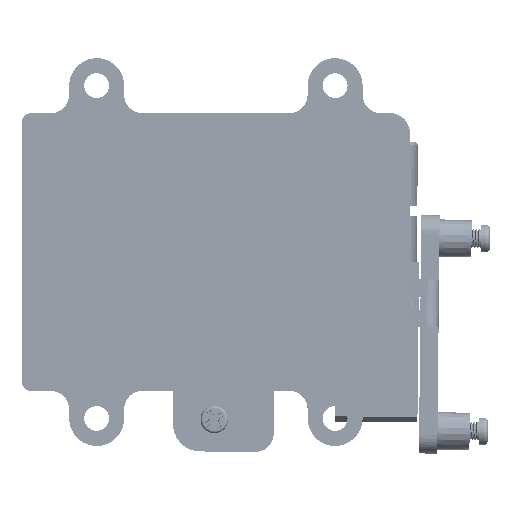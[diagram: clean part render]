
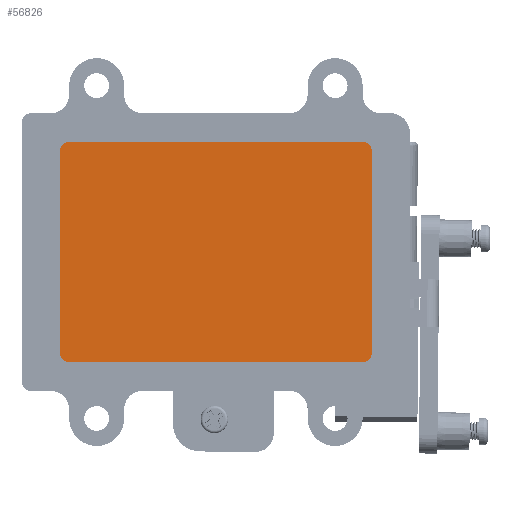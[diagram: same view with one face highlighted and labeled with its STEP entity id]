
A CAD part, front view. The second image highlights one B-rep face of the part: STEP entity #56826.
In plain terms, the highlighted planar face has unit normal (0, -1, 0).
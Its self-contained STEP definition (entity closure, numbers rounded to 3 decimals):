
#348 = VECTOR ( 'NONE', #40964, 1000. ) ;
#1092 = CARTESIAN_POINT ( 'NONE',  ( -17., -2.85, -11. ) ) ;
#1344 = DIRECTION ( 'NONE',  ( 0., 0., 1. ) ) ;
#4785 = CIRCLE ( 'NONE', #52999, 1. ) ;
#5228 = ORIENTED_EDGE ( 'NONE', *, *, #36890, .T. ) ;
#5744 = CARTESIAN_POINT ( 'NONE',  ( 17., -2.85, -11. ) ) ;
#5930 = VERTEX_POINT ( 'NONE', #103720 ) ;
#10245 = EDGE_CURVE ( 'NONE', #16572, #14261, #15400, .T. ) ;
#13460 = DIRECTION ( 'NONE',  ( 0., 0., -1. ) ) ;
#14261 = VERTEX_POINT ( 'NONE', #95259 ) ;
#14896 = DIRECTION ( 'NONE',  ( 0., 0., 1. ) ) ;
#15400 = CIRCLE ( 'NONE', #30771, 1. ) ;
#16436 = ORIENTED_EDGE ( 'NONE', *, *, #73761, .T. ) ;
#16572 = VERTEX_POINT ( 'NONE', #47842 ) ;
#18612 = VERTEX_POINT ( 'NONE', #1092 ) ;
#19265 = AXIS2_PLACEMENT_3D ( 'NONE', #32507, #75107, #1344 ) ;
#22875 = ORIENTED_EDGE ( 'NONE', *, *, #91520, .T. ) ;
#26349 = ORIENTED_EDGE ( 'NONE', *, *, #94246, .T. ) ;
#29410 = VERTEX_POINT ( 'NONE', #62233 ) ;
#30771 = AXIS2_PLACEMENT_3D ( 'NONE', #107981, #98329, #14896 ) ;
#31906 = FACE_OUTER_BOUND ( 'NONE', #76199, .T. ) ;
#31974 = VECTOR ( 'NONE', #52387, 1000. ) ;
#32507 = CARTESIAN_POINT ( 'NONE',  ( 16., -2.85, 11. ) ) ;
#32634 = CIRCLE ( 'NONE', #67469, 1. ) ;
#33616 = ORIENTED_EDGE ( 'NONE', *, *, #119323, .T. ) ;
#34740 = CARTESIAN_POINT ( 'NONE',  ( 16., -2.85, 11. ) ) ;
#36021 = LINE ( 'NONE', #62044, #31974 ) ;
#36890 = EDGE_CURVE ( 'NONE', #14261, #18612, #94523, .T. ) ;
#36984 = AXIS2_PLACEMENT_3D ( 'NONE', #101594, #64689, #45939 ) ;
#40964 = DIRECTION ( 'NONE',  ( 0., 0., 1. ) ) ;
#41919 = EDGE_CURVE ( 'NONE', #81276, #88274, #4785, .T. ) ;
#42415 = VERTEX_POINT ( 'NONE', #117274 ) ;
#45939 = DIRECTION ( 'NONE',  ( 0., 0., 1. ) ) ;
#47122 = DIRECTION ( 'NONE',  ( 1., 0., 0. ) ) ;
#47842 = CARTESIAN_POINT ( 'NONE',  ( -16., -2.85, 12. ) ) ;
#48859 = EDGE_CURVE ( 'NONE', #29410, #16572, #36021, .T. ) ;
#50680 = PLANE ( 'NONE',  #19265 ) ;
#51055 = ORIENTED_EDGE ( 'NONE', *, *, #41919, .T. ) ;
#52387 = DIRECTION ( 'NONE',  ( -1., 0., 0. ) ) ;
#52999 = AXIS2_PLACEMENT_3D ( 'NONE', #86635, #96296, #13460 ) ;
#56826 = ADVANCED_FACE ( 'NONE', ( #31906 ), #50680, .F. ) ;
#58827 = CARTESIAN_POINT ( 'NONE',  ( -17., -2.85, -11. ) ) ;
#61494 = CARTESIAN_POINT ( 'NONE',  ( 17., -2.85, -11. ) ) ;
#62044 = CARTESIAN_POINT ( 'NONE',  ( -16., -2.85, 12. ) ) ;
#62233 = CARTESIAN_POINT ( 'NONE',  ( 16., -2.85, 12. ) ) ;
#64689 = DIRECTION ( 'NONE',  ( 0., -1., 0. ) ) ;
#66434 = LINE ( 'NONE', #119112, #100468 ) ;
#67469 = AXIS2_PLACEMENT_3D ( 'NONE', #34740, #98278, #109129 ) ;
#70133 = VECTOR ( 'NONE', #103613, 1000. ) ;
#73761 = EDGE_CURVE ( 'NONE', #42415, #81276, #66434, .T. ) ;
#74246 = ORIENTED_EDGE ( 'NONE', *, *, #48859, .T. ) ;
#75107 = DIRECTION ( 'NONE',  ( 0., 1., 0. ) ) ;
#76199 = EDGE_LOOP ( 'NONE', ( #22875, #74246, #99851, #5228, #26349, #16436, #51055, #33616 ) ) ;
#81276 = VERTEX_POINT ( 'NONE', #117914 ) ;
#86635 = CARTESIAN_POINT ( 'NONE',  ( 16., -2.85, -11. ) ) ;
#88274 = VERTEX_POINT ( 'NONE', #5744 ) ;
#91520 = EDGE_CURVE ( 'NONE', #5930, #29410, #32634, .T. ) ;
#94246 = EDGE_CURVE ( 'NONE', #18612, #42415, #108475, .T. ) ;
#94523 = LINE ( 'NONE', #58827, #70133 ) ;
#95259 = CARTESIAN_POINT ( 'NONE',  ( -17., -2.85, 11. ) ) ;
#96296 = DIRECTION ( 'NONE',  ( 0., -1., 0. ) ) ;
#98278 = DIRECTION ( 'NONE',  ( 0., -1., 0. ) ) ;
#98329 = DIRECTION ( 'NONE',  ( 0., -1., 0. ) ) ;
#99851 = ORIENTED_EDGE ( 'NONE', *, *, #10245, .T. ) ;
#100468 = VECTOR ( 'NONE', #47122, 1000. ) ;
#101594 = CARTESIAN_POINT ( 'NONE',  ( -16., -2.85, -11. ) ) ;
#103613 = DIRECTION ( 'NONE',  ( 0., 0., -1. ) ) ;
#103720 = CARTESIAN_POINT ( 'NONE',  ( 17., -2.85, 11. ) ) ;
#107477 = LINE ( 'NONE', #61494, #348 ) ;
#107981 = CARTESIAN_POINT ( 'NONE',  ( -16., -2.85, 11. ) ) ;
#108475 = CIRCLE ( 'NONE', #36984, 1. ) ;
#109129 = DIRECTION ( 'NONE',  ( 0., 0., 1. ) ) ;
#117274 = CARTESIAN_POINT ( 'NONE',  ( -16., -2.85, -12. ) ) ;
#117914 = CARTESIAN_POINT ( 'NONE',  ( 16., -2.85, -12. ) ) ;
#119112 = CARTESIAN_POINT ( 'NONE',  ( -16., -2.85, -12. ) ) ;
#119323 = EDGE_CURVE ( 'NONE', #88274, #5930, #107477, .T. ) ;
